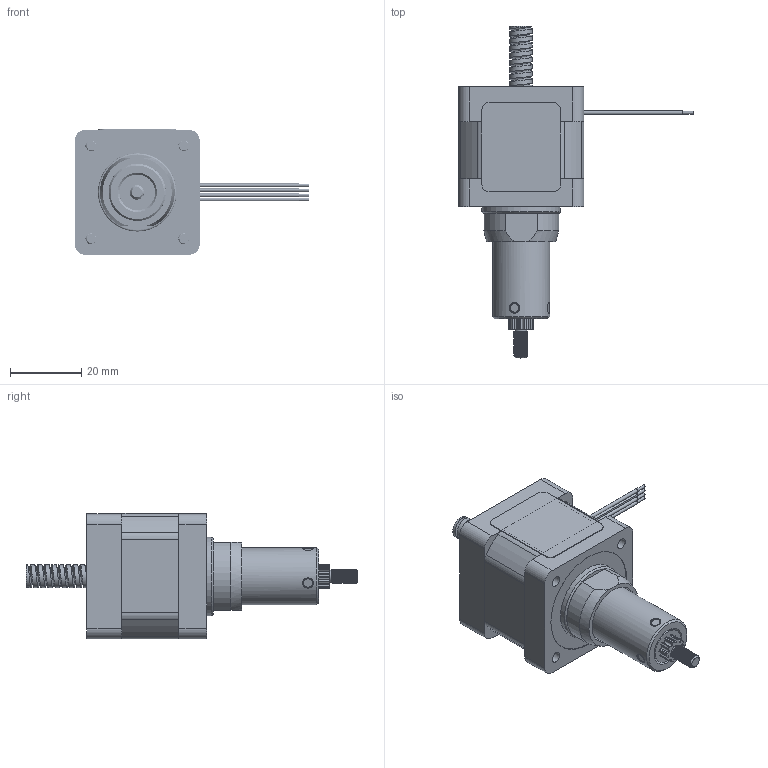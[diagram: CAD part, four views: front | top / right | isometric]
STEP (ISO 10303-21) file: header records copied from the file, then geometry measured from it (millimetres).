
FILE_DESCRIPTION(/* description */ (''),/* implementation_level */ '2;1');
FILE_NAME(/* name */ '14K2115B4-100SMSN.stp',/* time_stamp */ '2019-08-29T11:04:13+08:00',/* author */ ('Administrator'),/* organization */ (''),/* preprocessor_version */ 'ST-DEVELOPER v16.1',/* originating_system */ 'Autodesk Inventor 2016',/* authorisation */ '');
FILE_SCHEMA (('AUTOMOTIVE_DESIGN { 1 0 10303 214 3 1 1 }'));
Products named in the file (29): 02-012（14H2035铁芯）; 12-016-1（14H2035骨架）; 09-007-1（红）; 09-007-2（红白）; 09-007-3（绿）; 09-007-4（绿白）; 15-001-25漆包线; 02-013-2（1A定子总成）; 14K前盖; 14K后盖; 07-020; 10-092; 11-005（M3X29平头）; 12-006护线套; 04-063注塑体; 04-012; 04-063; 07-003; 03-011; 03-326; 06-291; 05-0112-5; 10-072; 04-298-6-SZ; 注塑导体; 花键轴 - 注塑; 不锈钢注塑体; 42单厚铭牌; 14K2115B4-100SMSN
Assembly tree (34 placements, depth 4):
  14K2115B4-100SMSN
    02-013-2（1A定子总成）
      02-012（14H2035铁芯）
      12-016-1（14H2035骨架）  x2
      09-007-1（红）
      09-007-2（红白）
      09-007-3（绿）
      09-007-4（绿白）
      15-001-25漆包线
    14K前盖
    14K后盖
    07-020  x2
    10-092
    11-005（M3X29平头）  x4
    12-006护线套
    03-326
      04-063
        04-063注塑体
        04-012
      07-003
      03-011  x2
    06-291
    05-0112-5
    10-072
    04-298-6-SZ
    不锈钢注塑体
      注塑导体
      花键轴 - 注塑
    42单厚铭牌
Bounding box: 65.7 x 93 x 35.2 mm (x, y, z)
Volume: 35483.8 mm3; surface area: 47047.4 mm2
Topology: 31 solids, 31 shells, 2306 faces, 6520 edges, 4275 vertices
Faces by surface type: cylinder 1251, plane 995, cone 22, torus 21, bspline 17
Full cylindrical faces by diameter (mm): 0.8 x4, 1 x18, 1.5 x10, 2 x2, 2.8 x120, 2.9 x4, 3 x13, 3.2 x4, 3.3 x1, 3.4 x4, 3.9 x1, 4 x8, 5.5 x4, 7 x4, 8 x5, 8.5 x2, 10 x2, 11 x1, 11.5 x2, 11.52 x2, 12 x2, 13 x1, 15.7 x1, 16 x7, 17 x1, 20 x1, 21.91 x2, 22 x1, 22.2 x2, 23 x2
Entity records: 60557 total; most frequent: CARTESIAN_POINT 21300, DIRECTION 8566, ORIENTED_EDGE 7886, EDGE_CURVE 3943, AXIS2_PLACEMENT_3D 3158, VERTEX_POINT 2654, LINE 2250, VECTOR 2250
